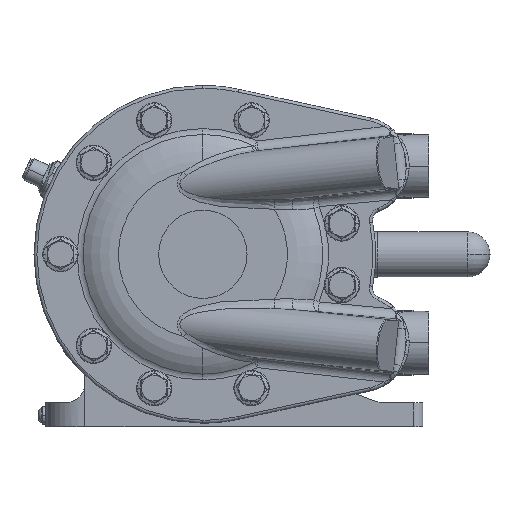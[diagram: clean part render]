
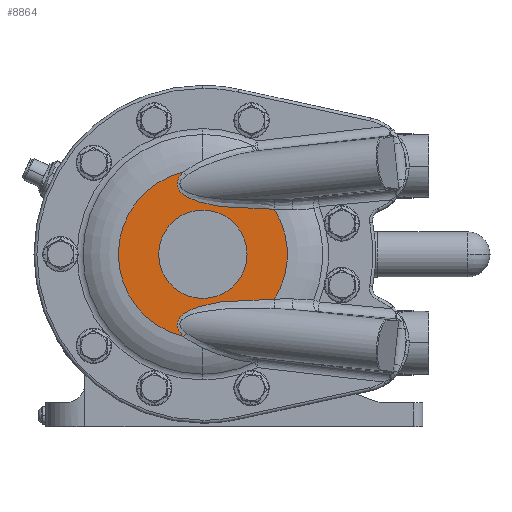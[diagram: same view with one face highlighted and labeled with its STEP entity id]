
A CAD part, top view. The second image highlights one B-rep face of the part: STEP entity #8864.
In plain terms, the highlighted planar face has unit normal (0, 0, 1).
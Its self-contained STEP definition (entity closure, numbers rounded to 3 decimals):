
#2857 = ORIENTED_EDGE ( 'NONE', *, *, #44399, .F. ) ;
#4012 =( BOUNDED_CURVE ( )  B_SPLINE_CURVE ( 3, ( #44884, #44534, #29065, #16188 ),
 .UNSPECIFIED., .F., .F. ) 
 B_SPLINE_CURVE_WITH_KNOTS ( ( 4, 4 ),
 ( 1.845, 3.497 ),
 .UNSPECIFIED. ) 
 CURVE ( )  GEOMETRIC_REPRESENTATION_ITEM ( )  RATIONAL_B_SPLINE_CURVE ( ( 1., 0.785, 0.785, 1. ) ) 
 REPRESENTATION_ITEM ( '' )  );
#4283 = DIRECTION ( 'NONE',  ( 0., 0., 1. ) ) ;
#5463 = CARTESIAN_POINT ( 'NONE',  ( 22.5, 0., 52. ) ) ;
#5819 = CIRCLE ( 'NONE', #40778, 22.5 ) ;
#5943 = VERTEX_POINT ( 'NONE', #67366 ) ;
#7237 = CARTESIAN_POINT ( 'NONE',  ( 36.397, -22.897, 52. ) ) ;
#7340 =( BOUNDED_CURVE ( )  B_SPLINE_CURVE ( 3, ( #64366, #47763, #23657, #70802 ),
 .UNSPECIFIED., .F., .T. ) 
 B_SPLINE_CURVE_WITH_KNOTS ( ( 4, 4 ),
 ( 1.845, 3.497 ),
 .UNSPECIFIED. ) 
 CURVE ( )  GEOMETRIC_REPRESENTATION_ITEM ( )  RATIONAL_B_SPLINE_CURVE ( ( 1., 0.785, 0.785, 1. ) ) 
 REPRESENTATION_ITEM ( '' )  );
#7552 = FACE_BOUND ( 'NONE', #65610, .T. ) ;
#8864 = ADVANCED_FACE ( 'NONE', ( #7552, #70948 ), #53210, .F. ) ;
#12685 = AXIS2_PLACEMENT_3D ( 'NONE', #20419, #66751, #38100 ) ;
#14272 = ORIENTED_EDGE ( 'NONE', *, *, #56576, .F. ) ;
#16188 = CARTESIAN_POINT ( 'NONE',  ( -9.637, 41.906, 52. ) ) ;
#16340 = DIRECTION ( 'NONE',  ( 0., 1., 0. ) ) ;
#17116 = AXIS2_PLACEMENT_3D ( 'NONE', #22026, #4283, #16340 ) ;
#17234 = CARTESIAN_POINT ( 'NONE',  ( 36.397, 22.897, 52. ) ) ;
#19626 = CARTESIAN_POINT ( 'NONE',  ( 0., 0., 52. ) ) ;
#20419 = CARTESIAN_POINT ( 'NONE',  ( 0., 0., 52. ) ) ;
#20791 = ORIENTED_EDGE ( 'NONE', *, *, #32583, .F. ) ;
#20853 = ORIENTED_EDGE ( 'NONE', *, *, #46933, .F. ) ;
#22026 = CARTESIAN_POINT ( 'NONE',  ( 0., 0., 52. ) ) ;
#22551 = VERTEX_POINT ( 'NONE', #5463 ) ;
#23657 = CARTESIAN_POINT ( 'NONE',  ( -22.7, -29.883, 52. ) ) ;
#24213 = VERTEX_POINT ( 'NONE', #7237 ) ;
#24971 = CARTESIAN_POINT ( 'NONE',  ( 0., 0., 52. ) ) ;
#29065 = CARTESIAN_POINT ( 'NONE',  ( -22.7, 29.883, 52. ) ) ;
#30974 = DIRECTION ( 'NONE',  ( 0., 0., 1. ) ) ;
#32583 = EDGE_CURVE ( 'NONE', #24213, #70378, #7340, .T. ) ;
#34971 = DIRECTION ( 'NONE',  ( 0., 1., 0. ) ) ;
#35678 = EDGE_CURVE ( 'NONE', #48530, #24213, #39677, .T. ) ;
#36328 = EDGE_CURVE ( 'NONE', #48530, #53371, #4012, .T. ) ;
#38100 = DIRECTION ( 'NONE',  ( 0., 1., 0. ) ) ;
#39677 = CIRCLE ( 'NONE', #50519, 43. ) ;
#40014 = CIRCLE ( 'NONE', #17116, 22.5 ) ;
#40778 = AXIS2_PLACEMENT_3D ( 'NONE', #24971, #30974, #48313 ) ;
#44399 = EDGE_CURVE ( 'NONE', #70378, #53371, #62069, .T. ) ;
#44534 = CARTESIAN_POINT ( 'NONE',  ( -3.16, 21.814, 52. ) ) ;
#44590 = ORIENTED_EDGE ( 'NONE', *, *, #36328, .T. ) ;
#44884 = CARTESIAN_POINT ( 'NONE',  ( 36.397, 22.897, 52. ) ) ;
#45535 = CARTESIAN_POINT ( 'NONE',  ( 0., 0., 52. ) ) ;
#46933 = EDGE_CURVE ( 'NONE', #22551, #5943, #5819, .T. ) ;
#47169 = DIRECTION ( 'NONE',  ( 0., 1., 0. ) ) ;
#47763 = CARTESIAN_POINT ( 'NONE',  ( -3.16, -21.814, 52. ) ) ;
#48313 = DIRECTION ( 'NONE',  ( 0., 1., 0. ) ) ;
#48530 = VERTEX_POINT ( 'NONE', #17234 ) ;
#48706 = AXIS2_PLACEMENT_3D ( 'NONE', #19626, #59603, #47169 ) ;
#50519 = AXIS2_PLACEMENT_3D ( 'NONE', #45535, #57971, #34971 ) ;
#53210 = PLANE ( 'NONE',  #48706 ) ;
#53371 = VERTEX_POINT ( 'NONE', #69537 ) ;
#56576 = EDGE_CURVE ( 'NONE', #5943, #22551, #40014, .T. ) ;
#57971 = DIRECTION ( 'NONE',  ( 0., 0., -1. ) ) ;
#59554 = EDGE_LOOP ( 'NONE', ( #73337, #44590, #2857, #20791 ) ) ;
#59603 = DIRECTION ( 'NONE',  ( 0., 0., -1. ) ) ;
#62069 = CIRCLE ( 'NONE', #12685, 43. ) ;
#64366 = CARTESIAN_POINT ( 'NONE',  ( 36.397, -22.897, 52. ) ) ;
#65610 = EDGE_LOOP ( 'NONE', ( #14272, #20853 ) ) ;
#66751 = DIRECTION ( 'NONE',  ( 0., 0., -1. ) ) ;
#67366 = CARTESIAN_POINT ( 'NONE',  ( -22.5, 0., 52. ) ) ;
#69537 = CARTESIAN_POINT ( 'NONE',  ( -9.637, 41.906, 52. ) ) ;
#70378 = VERTEX_POINT ( 'NONE', #72131 ) ;
#70802 = CARTESIAN_POINT ( 'NONE',  ( -9.637, -41.906, 52. ) ) ;
#70948 = FACE_OUTER_BOUND ( 'NONE', #59554, .T. ) ;
#72131 = CARTESIAN_POINT ( 'NONE',  ( -9.637, -41.906, 52. ) ) ;
#73337 = ORIENTED_EDGE ( 'NONE', *, *, #35678, .F. ) ;
